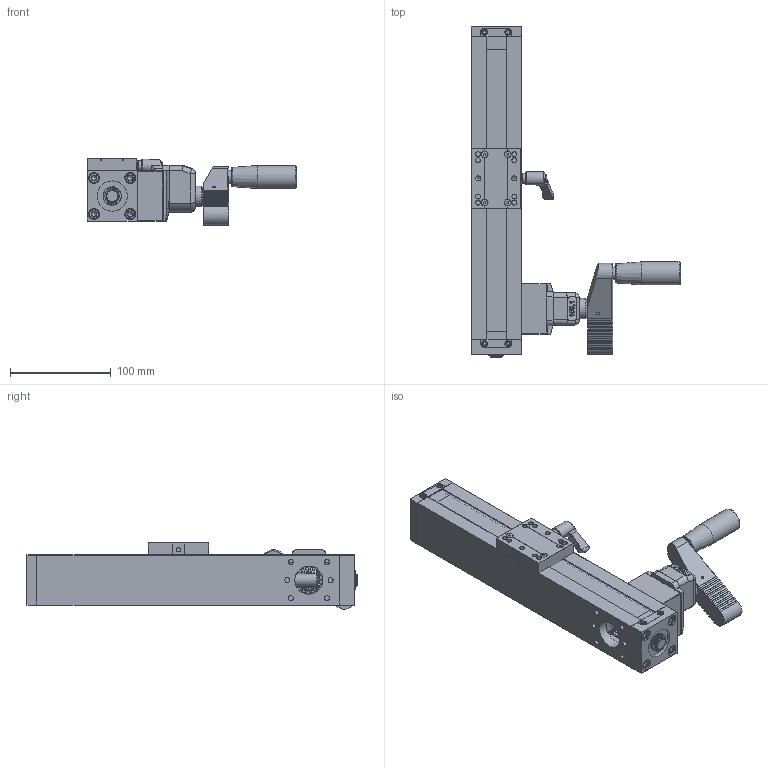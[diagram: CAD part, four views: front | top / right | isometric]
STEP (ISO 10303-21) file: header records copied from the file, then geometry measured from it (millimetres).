
FILE_DESCRIPTION(/* description */ ('Unknown'),/* implementation_level */ '2;1');
FILE_NAME(/* name */ 'Spindelantrieb50-Kegelradgetriebe-1',/* time_stamp */ '2020-03-29T06:12:01+02:00',/* author */ ('Unknown'),/* organization */ ('Unknown'),/* preprocessor_version */ 'ST-DEVELOPER v16.7',/* originating_system */ 'Solid Edge',/* authorisation */ 'Unknown');
FILE_SCHEMA (('AUTOMOTIVE_DESIGN {1 0 10303 214 3 1 1}'));
Products named in the file (8): 2.4-Grundeinheit50-Kegelradantrieb-im-Profil-SchlittenAlu120lg-dy; Profil-50-Kegelradantrieb-im-Profil-dy; A-0000125-Flanschlager50-Stirnseite-dy; A-0000070-Kegelradgetriebe50-im-Profil.dy; A-0000098-Deckel50-geschraubt-dy; A-0000127-Siko-Adapterplatte-50-dy; A-0000003-Schlitten50-60lg-Klem-Alu-dy; Spindel-M16-Kegelrad-im-Profil-dy
Assembly tree (7 placements, depth 2):
  2.4-Grundeinheit50-Kegelradantrieb-im-Profil-SchlittenAlu120lg-dy
    Profil-50-Kegelradantrieb-im-Profil-dy
    A-0000125-Flanschlager50-Stirnseite-dy
    A-0000070-Kegelradgetriebe50-im-Profil.dy
    A-0000098-Deckel50-geschraubt-dy
    A-0000127-Siko-Adapterplatte-50-dy
    A-0000003-Schlitten50-60lg-Klem-Alu-dy
    Spindel-M16-Kegelrad-im-Profil-dy
Bounding box: 208.46 x 328.15 x 65.91 mm (x, y, z)
Volume: 788107.2 mm3; surface area: 248741.3 mm2
Topology: 11 solids, 11 shells, 2417 faces, 6428 edges, 4146 vertices
Faces by surface type: plane 1489, cylinder 513, cone 232, bspline 115, torus 48, sphere 20
Full cylindrical faces by diameter (mm): 1.7 x8, 3 x3, 3.2 x4, 4 x1, 4.1 x2, 4.134 x1, 4.2 x5, 4.5 x1, 4.917 x48, 5 x12, 5.3 x2, 5.5 x5, 5.8 x4, 6 x11, 6.2 x1, 6.4 x10, 8 x1, 8.3 x1, 8.96 x2, 10 x9, 11 x8, 11.5 x5, 12 x19, 13 x1, 13.024 x1, 14 x1, 16 x2, 17 x2, 17.3 x4, 18 x8
Entity records: 97464 total; most frequent: CARTESIAN_POINT 24064, ORIENTED_EDGE 11828, DIRECTION 11442, EDGE_CURVE 5914, VERTEX_POINT 3999, LINE 3906, VECTOR 3906, AXIS2_PLACEMENT_3D 3768
